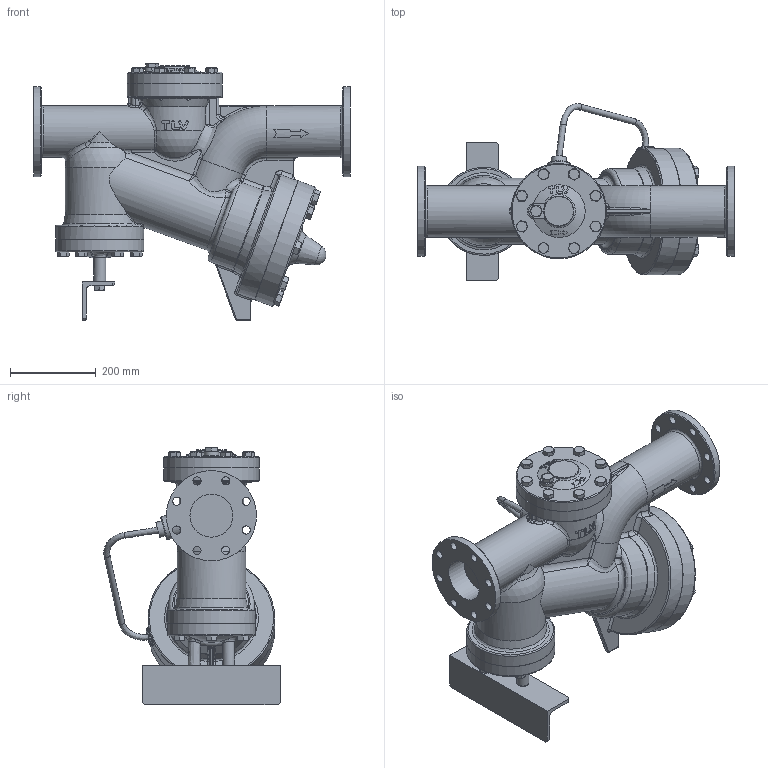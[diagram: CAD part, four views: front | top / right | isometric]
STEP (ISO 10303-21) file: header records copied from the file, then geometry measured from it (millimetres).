
FILE_DESCRIPTION((''),'2;1');
FILE_NAME('jh150-100-jis10-00.stp','2011-01-13T09:56:37',('nakaot'),(''),'Autodesk Inventor 2008','Autodesk Inventor 2008','');
FILE_SCHEMA(('AUTOMOTIVE_DESIGN { 1 0 10303 214 1 1 1 1 }'));
Length unit declared in the file: millimetre
Products named in the file (1): jh150-100-jis10-00
Bounding box: 738 x 410.52 x 599 mm (x, y, z)
Volume: 32088764.5 mm3; surface area: 1461682.1 mm2
Topology: 4 solids, 4 shells, 933 faces, 2226 edges, 1361 vertices
Faces by surface type: plane 304, bspline 274, cone 202, cylinder 127, torus 16, sphere 10
Full cylindrical faces by diameter (mm): 12 x1, 13.835 x1, 16 x16, 17.8 x1, 28 x1, 36 x1, 37 x1, 41.499 x1, 55 x1, 70 x1, 100 x2, 119.5 x1, 120 x2, 163.6 x1, 200 x1, 205 x2, 210 x2, 222 x2, 295 x1
Entity records: 52324 total; most frequent: CARTESIAN_POINT 34107, ORIENTED_EDGE 3992, DIRECTION 3315, EDGE_CURVE 1996, AXIS2_PLACEMENT_3D 1427, VERTEX_POINT 1278, EDGE_LOOP 1186, FACE_OUTER_BOUND 931
